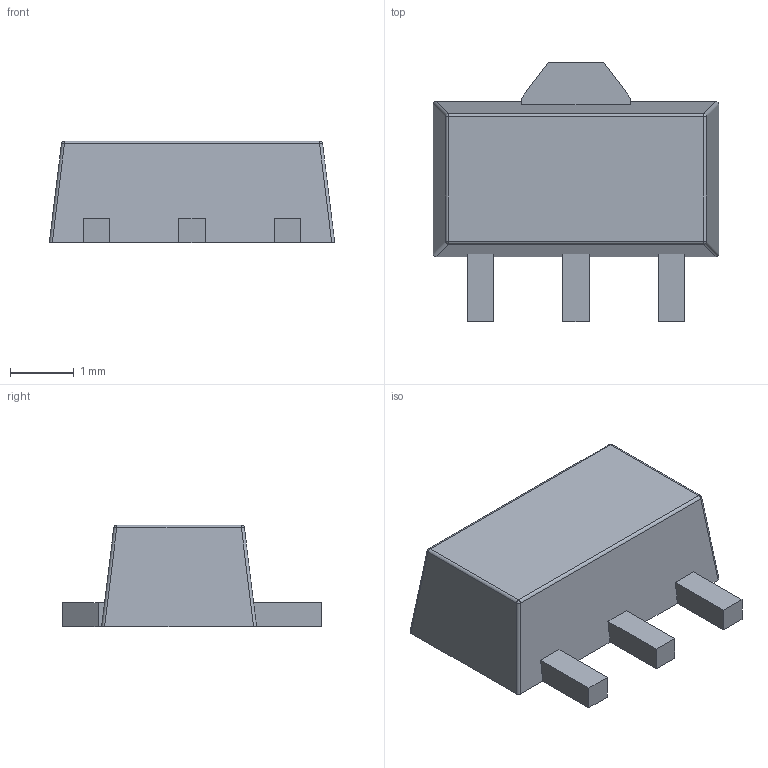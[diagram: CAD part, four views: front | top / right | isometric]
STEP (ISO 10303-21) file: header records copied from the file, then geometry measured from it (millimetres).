
FILE_DESCRIPTION(/* description */ ('Unknown'),/* implementation_level */ '2;1');
FILE_NAME(/* name */ 'PHA-1+',/* time_stamp */ '2024-02-13T15:03:51+02:00',/* author */ ('Unknown'),/* organization */ ('Unknown'),/* preprocessor_version */ 'ST-DEVELOPER v18.102',/* originating_system */ 'Solid Edge',/* authorisation */ 'Unknown');
FILE_SCHEMA (('AUTOMOTIVE_DESIGN {1 0 10303 214 3 1 1}'));
Length unit declared in the file: millimetre
Products named in the file (1): PHA-1+
Bounding box: 4.5 x 4.09 x 1.6 mm (x, y, z)
Volume: 16.3 mm3; surface area: 47.1 mm2
Topology: 1 solids, 1 shells, 40 faces, 106 edges, 64 vertices
Faces by surface type: plane 28, cylinder 8, sphere 4
Entity records: 1490 total; most frequent: CARTESIAN_POINT 207, ORIENTED_EDGE 204, DIRECTION 200, EDGE_CURVE 102, LINE 86, VECTOR 86, VERTEX_POINT 64, AXIS2_PLACEMENT_3D 57
